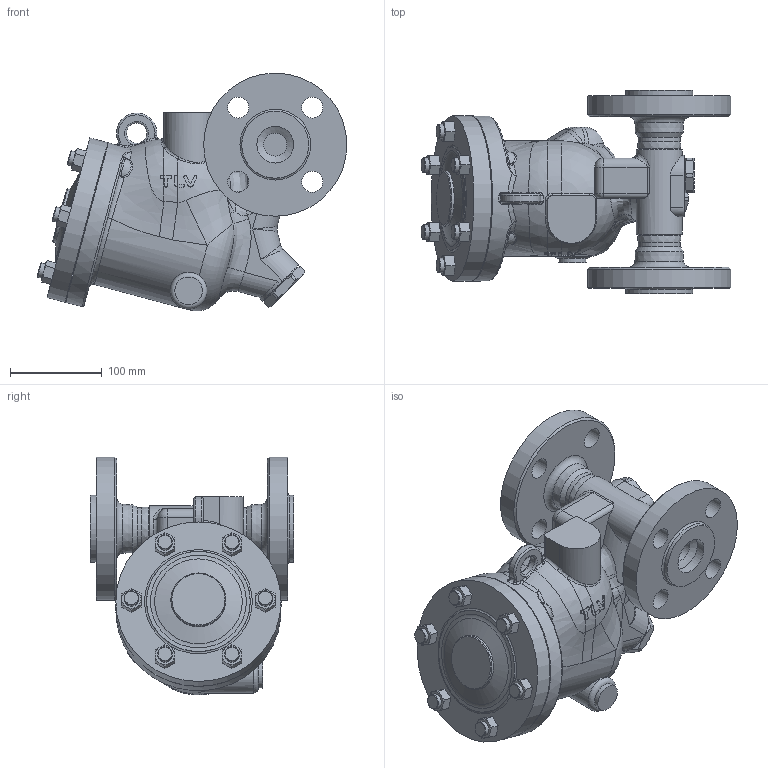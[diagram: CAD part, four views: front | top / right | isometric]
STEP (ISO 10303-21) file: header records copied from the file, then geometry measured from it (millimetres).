
FILE_DESCRIPTION((''),'2;1');
FILE_NAME('sh6nl-040-a0600-00.stp','2014-04-28T09:15:58',('nakaot'),(''),'Autodesk Inventor 2012','Autodesk Inventor 2012','');
FILE_SCHEMA(('AUTOMOTIVE_DESIGN { 1 0 10303 214 1 1 1 1 }'));
Length unit declared in the file: millimetre
Products named in the file (1): sh6nl-040-a0600-00
Bounding box: 337.42 x 222 x 259.13 mm (x, y, z)
Volume: 5190445.8 mm3; surface area: 352583 mm2
Topology: 1 solids, 3 shells, 436 faces, 1070 edges, 652 vertices
Faces by surface type: plane 136, cylinder 106, bspline 91, cone 70, torus 22, sphere 11
Full cylindrical faces by diameter (mm): 11.835 x6, 16 x12, 22 x1, 23 x8, 25 x2, 30 x1, 38 x1, 40 x3, 46 x2, 49.5 x1, 50 x1, 60 x1, 73 x2, 100 x1, 156 x2, 180 x2
Entity records: 16211 total; most frequent: CARTESIAN_POINT 7210, ORIENTED_EDGE 1900, DIRECTION 1681, EDGE_CURVE 950, AXIS2_PLACEMENT_3D 722, VERTEX_POINT 624, EDGE_LOOP 570, FACE_OUTER_BOUND 436
